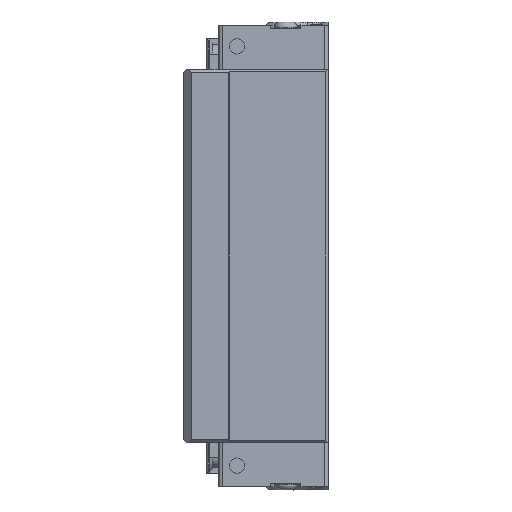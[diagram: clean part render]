
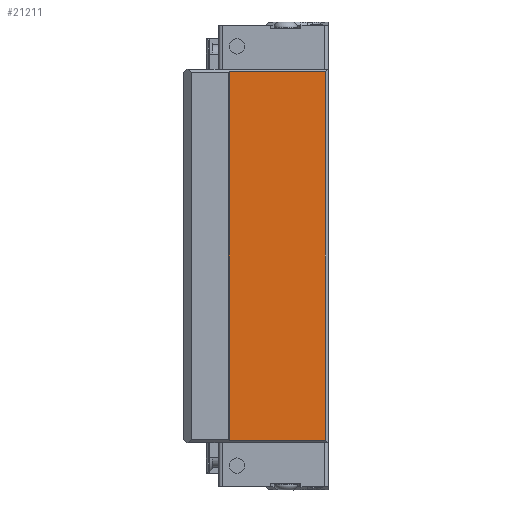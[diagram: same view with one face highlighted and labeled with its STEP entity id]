
A CAD part, left-side view. The second image highlights one B-rep face of the part: STEP entity #21211.
In plain terms, the highlighted planar face has unit normal (-1, 0, 0).
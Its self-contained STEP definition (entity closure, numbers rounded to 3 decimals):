
#1258=FACE_OUTER_BOUND('',#2474,.T.);
#2474=EDGE_LOOP('',(#14169,#14170,#14171,#14172));
#3861=LINE('',#30847,#6243);
#3876=LINE('',#30877,#6258);
#3889=LINE('',#30911,#6271);
#3891=LINE('',#30914,#6273);
#6243=VECTOR('',#25071,31.5);
#6258=VECTOR('',#25092,31.5);
#6271=VECTOR('',#25131,120.8);
#6273=VECTOR('',#25135,120.8);
#8635=VERTEX_POINT('',#30839);
#8638=VERTEX_POINT('',#30845);
#8648=VERTEX_POINT('',#30870);
#8650=VERTEX_POINT('',#30875);
#10731=EDGE_CURVE('',#8638,#8635,#3861,.T.);
#10746=EDGE_CURVE('',#8650,#8648,#3876,.T.);
#10759=EDGE_CURVE('',#8635,#8650,#3889,.T.);
#10761=EDGE_CURVE('',#8648,#8638,#3891,.T.);
#14169=ORIENTED_EDGE('',*,*,#10731,.F.);
#14170=ORIENTED_EDGE('',*,*,#10761,.F.);
#14171=ORIENTED_EDGE('',*,*,#10746,.F.);
#14172=ORIENTED_EDGE('',*,*,#10759,.F.);
#19099=PLANE('',#22574);
#21211=ADVANCED_FACE('',(#1258),#19099,.F.);
#22574=AXIS2_PLACEMENT_3D('',#30913,#25133,#25134);
#25071=DIRECTION('',(0.,-1.,0.));
#25092=DIRECTION('',(0.,1.,0.));
#25131=DIRECTION('',(0.,0.,-1.));
#25133=DIRECTION('center_axis',(1.,0.,0.));
#25134=DIRECTION('ref_axis',(0.,0.,-1.));
#25135=DIRECTION('',(0.,0.,1.));
#30839=CARTESIAN_POINT('',(-34.85,-13.,60.4));
#30845=CARTESIAN_POINT('',(-34.85,18.5,60.4));
#30847=CARTESIAN_POINT('',(-34.85,18.5,60.4));
#30870=CARTESIAN_POINT('',(-34.85,18.5,-60.4));
#30875=CARTESIAN_POINT('',(-34.85,-13.,-60.4));
#30877=CARTESIAN_POINT('',(-34.85,-13.,-60.4));
#30911=CARTESIAN_POINT('',(-34.85,-13.,60.4));
#30913=CARTESIAN_POINT('Origin',(-34.85,-14.,61.25));
#30914=CARTESIAN_POINT('',(-34.85,18.5,-60.4));
